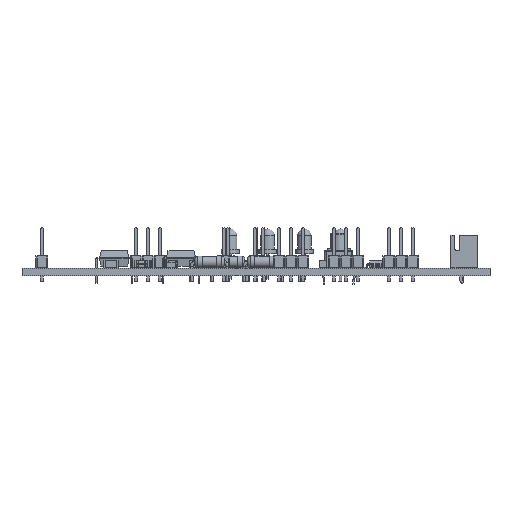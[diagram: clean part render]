
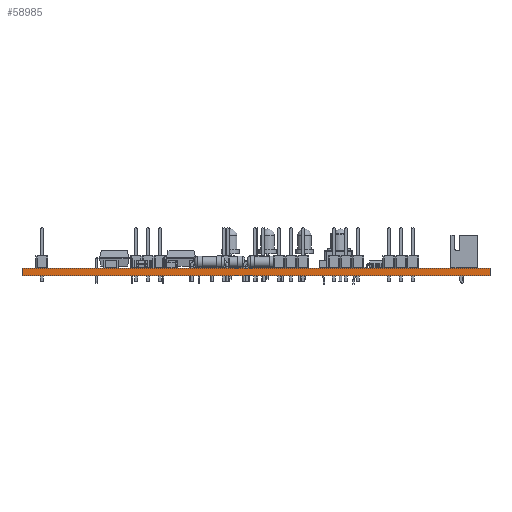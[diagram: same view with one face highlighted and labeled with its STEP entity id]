
A CAD part, front view. The second image highlights one B-rep face of the part: STEP entity #58985.
In plain terms, the highlighted planar face has unit normal (0, -1, 0).
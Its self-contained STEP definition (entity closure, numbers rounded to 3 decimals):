
#58985 = ADVANCED_FACE('',(#58986),#59020,.T.);
#58986 = FACE_BOUND('',#58987,.T.);
#58987 = EDGE_LOOP('',(#58988,#58998,#59006,#59014));
#58988 = ORIENTED_EDGE('',*,*,#58989,.T.);
#58989 = EDGE_CURVE('',#58990,#58992,#58994,.T.);
#58990 = VERTEX_POINT('',#58991);
#58991 = CARTESIAN_POINT('',(202.515,-146.32,0.));
#58992 = VERTEX_POINT('',#58993);
#58993 = CARTESIAN_POINT('',(202.515,-146.32,1.6));
#58994 = LINE('',#58995,#58996);
#58995 = CARTESIAN_POINT('',(202.515,-146.32,0.));
#58996 = VECTOR('',#58997,1.);
#58997 = DIRECTION('',(0.,0.,1.));
#58998 = ORIENTED_EDGE('',*,*,#58999,.T.);
#58999 = EDGE_CURVE('',#58992,#59000,#59002,.T.);
#59000 = VERTEX_POINT('',#59001);
#59001 = CARTESIAN_POINT('',(102.515,-146.32,1.6));
#59002 = LINE('',#59003,#59004);
#59003 = CARTESIAN_POINT('',(202.515,-146.32,1.6));
#59004 = VECTOR('',#59005,1.);
#59005 = DIRECTION('',(-1.,0.,0.));
#59006 = ORIENTED_EDGE('',*,*,#59007,.F.);
#59007 = EDGE_CURVE('',#59008,#59000,#59010,.T.);
#59008 = VERTEX_POINT('',#59009);
#59009 = CARTESIAN_POINT('',(102.515,-146.32,0.));
#59010 = LINE('',#59011,#59012);
#59011 = CARTESIAN_POINT('',(102.515,-146.32,0.));
#59012 = VECTOR('',#59013,1.);
#59013 = DIRECTION('',(0.,0.,1.));
#59014 = ORIENTED_EDGE('',*,*,#59015,.F.);
#59015 = EDGE_CURVE('',#58990,#59008,#59016,.T.);
#59016 = LINE('',#59017,#59018);
#59017 = CARTESIAN_POINT('',(202.515,-146.32,0.));
#59018 = VECTOR('',#59019,1.);
#59019 = DIRECTION('',(-1.,0.,0.));
#59020 = PLANE('',#59021);
#59021 = AXIS2_PLACEMENT_3D('',#59022,#59023,#59024);
#59022 = CARTESIAN_POINT('',(202.515,-146.32,0.));
#59023 = DIRECTION('',(0.,-1.,0.));
#59024 = DIRECTION('',(-1.,0.,0.));
